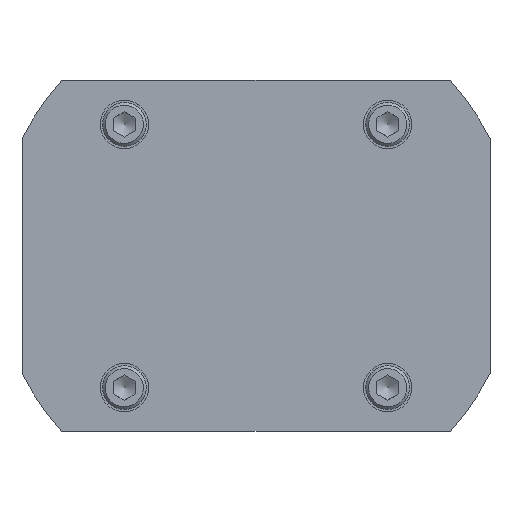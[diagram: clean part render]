
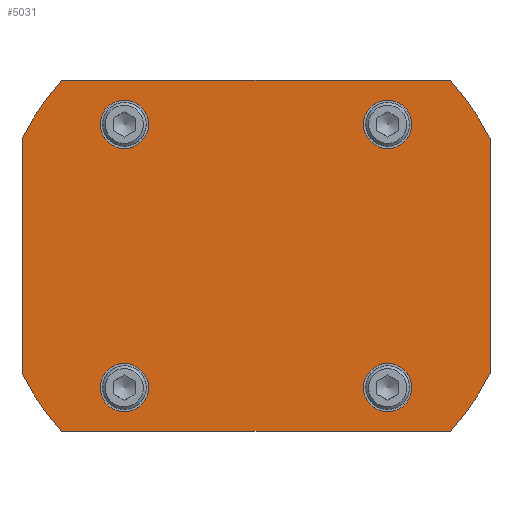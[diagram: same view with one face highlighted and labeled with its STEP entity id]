
A CAD part, front view. The second image highlights one B-rep face of the part: STEP entity #5031.
In plain terms, the highlighted planar face has unit normal (0, -1, 0).
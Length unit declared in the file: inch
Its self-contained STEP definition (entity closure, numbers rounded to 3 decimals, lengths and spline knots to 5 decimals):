
#4469=CARTESIAN_POINT('',(1.66092,0.0,-1.5));
#4470=VERTEX_POINT('',#4469);
#4477=CARTESIAN_POINT('',(-1.66092,0.0,-1.5));
#4478=VERTEX_POINT('',#4477);
#4479=CARTESIAN_POINT('',(-1.66092,0.0,-1.5));
#4480=DIRECTION('',(1.0,0.0,0.0));
#4481=VECTOR('',#4480,3.32183);
#4482=LINE('',#4479,#4481);
#4483=EDGE_CURVE('',#4478,#4470,#4482,.T.);
#4567=CARTESIAN_POINT('',(2.0,0.0,1.00431));
#4568=VERTEX_POINT('',#4567);
#4575=CARTESIAN_POINT('',(2.0,0.0,-1.00431));
#4576=VERTEX_POINT('',#4575);
#4577=CARTESIAN_POINT('',(2.0,0.0,-1.00431));
#4578=DIRECTION('',(0.0,0.0,1.0));
#4579=VECTOR('',#4578,2.00863);
#4580=LINE('',#4577,#4579);
#4581=EDGE_CURVE('',#4576,#4568,#4580,.T.);
#4650=CARTESIAN_POINT('',(-2.0,0.0,-1.00431));
#4651=VERTEX_POINT('',#4650);
#4658=CARTESIAN_POINT('',(-2.0,0.0,1.00431));
#4659=VERTEX_POINT('',#4658);
#4660=CARTESIAN_POINT('',(-2.0,0.0,1.00431));
#4661=DIRECTION('',(0.0,0.0,-1.0));
#4662=VECTOR('',#4661,2.00863);
#4663=LINE('',#4660,#4662);
#4664=EDGE_CURVE('',#4659,#4651,#4663,.T.);
#4713=CARTESIAN_POINT('',(-1.125,0.0,0.9175));
#4714=VERTEX_POINT('',#4713);
#4715=CARTESIAN_POINT('',(-1.125,0.0,1.125));
#4716=DIRECTION('',(0.0,1.0,0.0));
#4717=DIRECTION('',(0.0,0.0,-1.0));
#4718=AXIS2_PLACEMENT_3D('',#4715,#4716,#4717);
#4719=CIRCLE('',#4718,0.2075);
#4720=EDGE_CURVE('',#4714,#4714,#4719,.T.);
#4754=CARTESIAN_POINT('',(-0.9175,0.0,-1.125));
#4755=VERTEX_POINT('',#4754);
#4756=CARTESIAN_POINT('',(-1.125,0.0,-1.125));
#4757=DIRECTION('',(0.0,1.0,0.0));
#4758=DIRECTION('',(1.0,0.0,0.0));
#4759=AXIS2_PLACEMENT_3D('',#4756,#4757,#4758);
#4760=CIRCLE('',#4759,0.2075);
#4761=EDGE_CURVE('',#4755,#4755,#4760,.T.);
#4803=CARTESIAN_POINT('',(1.125,0.0,-0.9175));
#4804=VERTEX_POINT('',#4803);
#4805=CARTESIAN_POINT('',(1.125,0.0,-1.125));
#4806=DIRECTION('',(0.0,1.0,0.0));
#4807=DIRECTION('',(0.0,0.0,1.0));
#4808=AXIS2_PLACEMENT_3D('',#4805,#4806,#4807);
#4809=CIRCLE('',#4808,0.2075);
#4810=EDGE_CURVE('',#4804,#4804,#4809,.T.);
#4852=CARTESIAN_POINT('',(0.9175,0.0,1.125));
#4853=VERTEX_POINT('',#4852);
#4854=CARTESIAN_POINT('',(1.125,0.0,1.125));
#4855=DIRECTION('',(0.0,1.0,0.0));
#4856=DIRECTION('',(-1.0,0.0,0.0));
#4857=AXIS2_PLACEMENT_3D('',#4854,#4855,#4856);
#4858=CIRCLE('',#4857,0.2075);
#4859=EDGE_CURVE('',#4853,#4853,#4858,.T.);
#4881=CARTESIAN_POINT('',(1.66092,0.0,1.5));
#4882=VERTEX_POINT('',#4881);
#4889=CARTESIAN_POINT('',(0.0,0.0,0.0));
#4890=DIRECTION('',(0.0,-1.0,0.0));
#4891=DIRECTION('',(-0.742,0.0,-0.67));
#4892=AXIS2_PLACEMENT_3D('',#4889,#4890,#4891);
#4893=CIRCLE('',#4892,2.238);
#4894=EDGE_CURVE('',#4568,#4882,#4893,.T.);
#4920=CARTESIAN_POINT('',(-1.66092,0.0,1.5));
#4921=VERTEX_POINT('',#4920);
#4928=CARTESIAN_POINT('',(1.66092,0.0,1.5));
#4929=DIRECTION('',(-1.0,0.0,0.0));
#4930=VECTOR('',#4929,3.32183);
#4931=LINE('',#4928,#4930);
#4932=EDGE_CURVE('',#4882,#4921,#4931,.T.);
#4945=CARTESIAN_POINT('',(0.0,0.0,0.0));
#4946=DIRECTION('',(0.0,-1.,0.0));
#4947=DIRECTION('',(0.894,0.0,-0.449));
#4948=AXIS2_PLACEMENT_3D('',#4945,#4946,#4947);
#4949=CIRCLE('',#4948,2.238);
#4950=EDGE_CURVE('',#4921,#4659,#4949,.T.);
#4963=CARTESIAN_POINT('',(0.0,0.0,0.0));
#4964=DIRECTION('',(0.0,-1.0,0.0));
#4965=DIRECTION('',(0.742,0.0,0.67));
#4966=AXIS2_PLACEMENT_3D('',#4963,#4964,#4965);
#4967=CIRCLE('',#4966,2.238);
#4968=EDGE_CURVE('',#4651,#4478,#4967,.T.);
#4981=CARTESIAN_POINT('',(0.0,0.0,0.0));
#4982=DIRECTION('',(0.0,-1.,0.0));
#4983=DIRECTION('',(-0.894,0.0,0.449));
#4984=AXIS2_PLACEMENT_3D('',#4981,#4982,#4983);
#4985=CIRCLE('',#4984,2.238);
#4986=EDGE_CURVE('',#4470,#4576,#4985,.T.);
#5004=CARTESIAN_POINT('',(0.,0.0,0.));
#5005=DIRECTION('',(0.0,1.0,0.0));
#5006=DIRECTION('',(0.0,0.0,-1.0));
#5007=AXIS2_PLACEMENT_3D('',#5004,#5005,#5006);
#5008=PLANE('',#5007);
#5009=ORIENTED_EDGE('',*,*,#4581,.T.);
#5010=ORIENTED_EDGE('',*,*,#4894,.T.);
#5011=ORIENTED_EDGE('',*,*,#4932,.T.);
#5012=ORIENTED_EDGE('',*,*,#4950,.T.);
#5013=ORIENTED_EDGE('',*,*,#4664,.T.);
#5014=ORIENTED_EDGE('',*,*,#4968,.T.);
#5015=ORIENTED_EDGE('',*,*,#4483,.T.);
#5016=ORIENTED_EDGE('',*,*,#4986,.T.);
#5017=EDGE_LOOP('',(#5009,#5010,#5011,#5012,#5013,#5014,#5015,#5016));
#5018=FACE_OUTER_BOUND('',#5017,.T.);
#5019=ORIENTED_EDGE('',*,*,#4720,.T.);
#5020=EDGE_LOOP('',(#5019));
#5021=FACE_BOUND('',#5020,.T.);
#5022=ORIENTED_EDGE('',*,*,#4761,.T.);
#5023=EDGE_LOOP('',(#5022));
#5024=FACE_BOUND('',#5023,.T.);
#5025=ORIENTED_EDGE('',*,*,#4810,.T.);
#5026=EDGE_LOOP('',(#5025));
#5027=FACE_BOUND('',#5026,.T.);
#5028=ORIENTED_EDGE('',*,*,#4859,.T.);
#5029=EDGE_LOOP('',(#5028));
#5030=FACE_BOUND('',#5029,.T.);
#5031=ADVANCED_FACE('',(#5018,#5021,#5024,#5027,#5030),#5008,.F.);
